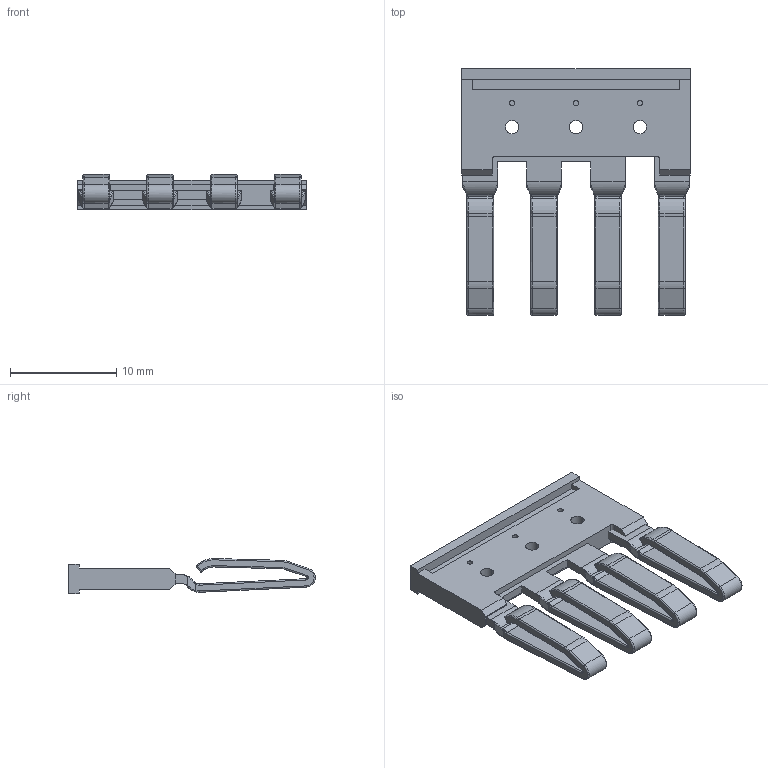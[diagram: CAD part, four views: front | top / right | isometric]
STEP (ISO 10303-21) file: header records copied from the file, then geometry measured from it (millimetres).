
FILE_DESCRIPTION (( 'STEP AP214' ), '1' );
FILE_NAME ('KN-4JM10.step', '2015-05-04T11:23:04', ( '' ), ( '' ), 'SwSTEP 2.0', 'SolidWorks 2014', '' );
FILE_SCHEMA (( 'AUTOMOTIVE_DESIGN' ));
Length unit declared in the file: millimetre
Products named in the file (1): KN-4JM10
Bounding box: 21.5 x 23.19 x 3.3 mm (x, y, z)
Volume: 582.8 mm3; surface area: 1303.2 mm2
Topology: 2 solids, 2 shells, 421 faces, 1021 edges, 602 vertices
Faces by surface type: cylinder 173, plane 108, torus 72, bspline 48, sphere 20
Entity records: 13954 total; most frequent: CARTESIAN_POINT 3877, ORIENTED_EDGE 2010, DIRECTION 2003, EDGE_CURVE 1005, AXIS2_PLACEMENT_3D 784, VERTEX_POINT 594, LINE 435, VECTOR 435
